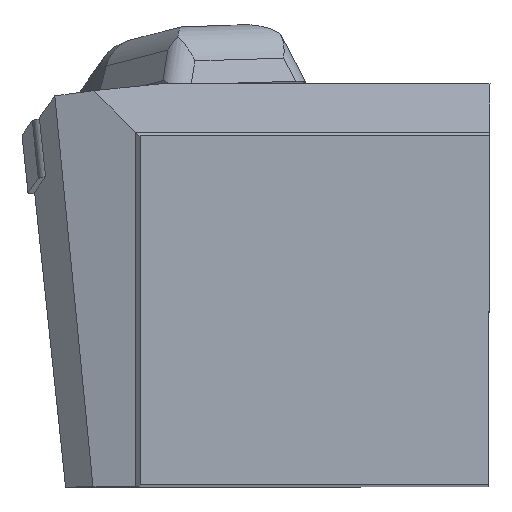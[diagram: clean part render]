
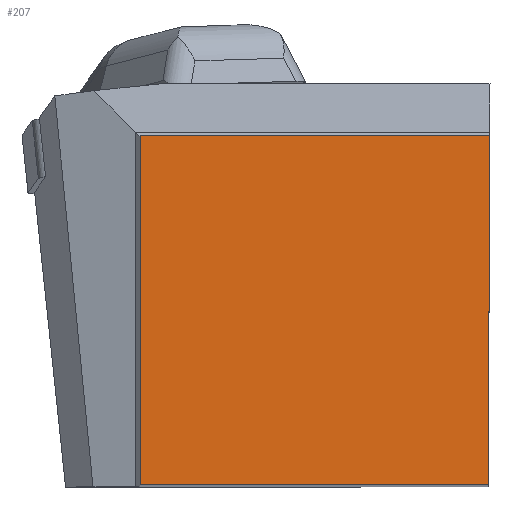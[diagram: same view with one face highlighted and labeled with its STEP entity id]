
A CAD part, top view. The second image highlights one B-rep face of the part: STEP entity #207.
In plain terms, the highlighted planar face has unit normal (0, 0, 1).
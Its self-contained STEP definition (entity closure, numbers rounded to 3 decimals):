
#147=FACE_OUTER_BOUND('',#570,.T.);
#207=ADVANCED_FACE('BLANK_BOXF006',(#147),#262,.F.);
#262=PLANE('',#1353);
#340=LINE('',#1958,#461);
#346=LINE('',#1970,#467);
#354=LINE('',#1985,#475);
#355=LINE('',#1987,#476);
#461=VECTOR('',#1547,1.);
#467=VECTOR('',#1555,1.);
#475=VECTOR('',#1567,1.);
#476=VECTOR('',#1568,1.);
#570=EDGE_LOOP('',(#730,#731,#732,#733));
#730=ORIENTED_EDGE('',*,*,#1136,.F.);
#731=ORIENTED_EDGE('',*,*,#1128,.F.);
#732=ORIENTED_EDGE('',*,*,#1122,.F.);
#733=ORIENTED_EDGE('',*,*,#1137,.F.);
#997=VERTEX_POINT('',#1957);
#998=VERTEX_POINT('',#1959);
#1003=VERTEX_POINT('',#1971);
#1008=VERTEX_POINT('',#1986);
#1122=EDGE_CURVE('',#997,#998,#340,.T.);
#1128=EDGE_CURVE('',#998,#1003,#346,.T.);
#1136=EDGE_CURVE('',#1003,#1008,#354,.T.);
#1137=EDGE_CURVE('',#1008,#997,#355,.T.);
#1353=AXIS2_PLACEMENT_3D('',#1988,#1569,#1570);
#1547=DIRECTION('',(-0.004,-1.,0.));
#1555=DIRECTION('',(-1.,0.,0.));
#1567=DIRECTION('',(0.,1.,0.));
#1568=DIRECTION('',(1.,0.,0.));
#1569=DIRECTION('',(0.,0.,-1.));
#1570=DIRECTION('',(-1.,0.,0.));
#1957=CARTESIAN_POINT('',(0.,37.973,0.));
#1958=CARTESIAN_POINT('',(0.569,168.398,0.));
#1959=CARTESIAN_POINT('',(-0.166,0.,0.));
#1970=CARTESIAN_POINT('',(168.4,0.,0.));
#1971=CARTESIAN_POINT('',(-37.973,0.,0.));
#1985=CARTESIAN_POINT('',(-37.973,-168.4,0.));
#1986=CARTESIAN_POINT('',(-37.973,37.973,0.));
#1987=CARTESIAN_POINT('',(-168.4,37.973,0.));
#1988=CARTESIAN_POINT('',(-66.8,-5.,0.));
